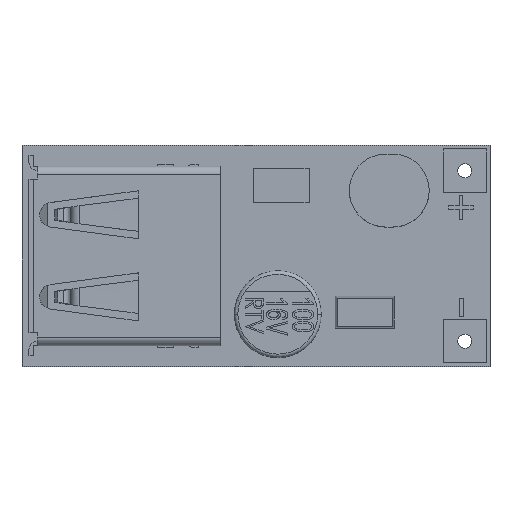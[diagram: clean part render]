
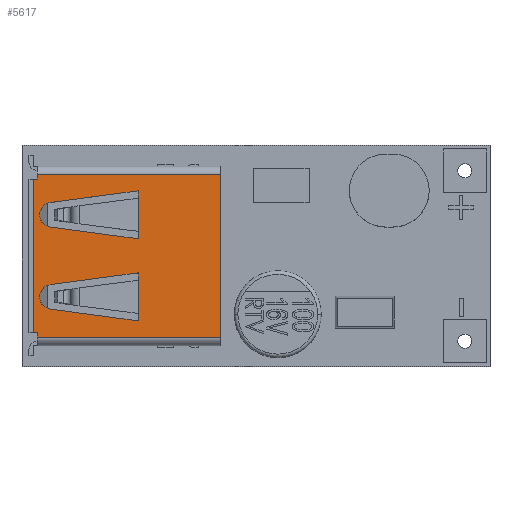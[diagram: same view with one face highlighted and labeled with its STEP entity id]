
A CAD part, top view. The second image highlights one B-rep face of the part: STEP entity #5617.
In plain terms, the highlighted planar face has unit normal (0, 0, 1).
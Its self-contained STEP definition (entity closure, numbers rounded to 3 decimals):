
#3190 = EDGE_CURVE('',#3191,#3193,#3195,.T.);
#3191 = VERTEX_POINT('',#3192);
#3192 = CARTESIAN_POINT('',(-2.616,5.945,8.113));
#3193 = VERTEX_POINT('',#3194);
#3194 = CARTESIAN_POINT('',(-2.616,-5.945,8.113));
#3195 = LINE('',#3196,#3197);
#3196 = CARTESIAN_POINT('',(-2.616,0.,8.113));
#3197 = VECTOR('',#3198,1.);
#3198 = DIRECTION('',(0.,-1.,0.));
#5617 = ADVANCED_FACE('',(#5618,#5682,#5746),#5803,.T.);
#5618 = FACE_BOUND('',#5619,.T.);
#5619 = EDGE_LOOP('',(#5620,#5633,#5641,#5649,#5657,#5665,#5673));
#5620 = ORIENTED_EDGE('',*,*,#5621,.F.);
#5621 = EDGE_CURVE('',#5622,#5624,#5626,.T.);
#5622 = VERTEX_POINT('',#5623);
#5623 = CARTESIAN_POINT('',(-15.052,3.896,8.113));
#5624 = VERTEX_POINT('',#5625);
#5625 = CARTESIAN_POINT('',(-15.836,3.,8.113));
#5626 = B_SPLINE_CURVE_WITH_KNOTS('',3,(#5627,#5628,#5629,#5630,#5631,
    #5632),.UNSPECIFIED.,.F.,.F.,(4,2,4),(0.,0.5,1.),.UNSPECIFIED.);
#5627 = CARTESIAN_POINT('',(-15.052,3.896,8.113));
#5628 = CARTESIAN_POINT('',(-15.267,3.867,8.113));
#5629 = CARTESIAN_POINT('',(-15.47,3.758,8.113));
#5630 = CARTESIAN_POINT('',(-15.755,3.432,8.113));
#5631 = CARTESIAN_POINT('',(-15.836,3.217,8.113));
#5632 = CARTESIAN_POINT('',(-15.836,3.,8.113));
#5633 = ORIENTED_EDGE('',*,*,#5634,.T.);
#5634 = EDGE_CURVE('',#5622,#5635,#5637,.T.);
#5635 = VERTEX_POINT('',#5636);
#5636 = CARTESIAN_POINT('',(-8.636,4.754,8.113));
#5637 = LINE('',#5638,#5639);
#5638 = CARTESIAN_POINT('',(-15.052,3.896,8.113));
#5639 = VECTOR('',#5640,1.);
#5640 = DIRECTION('',(0.991,0.133,0.));
#5641 = ORIENTED_EDGE('',*,*,#5642,.T.);
#5642 = EDGE_CURVE('',#5635,#5643,#5645,.T.);
#5643 = VERTEX_POINT('',#5644);
#5644 = CARTESIAN_POINT('',(-8.636,4.209,
    8.113));
#5645 = LINE('',#5646,#5647);
#5646 = CARTESIAN_POINT('',(-8.636,0.,8.113));
#5647 = VECTOR('',#5648,1.);
#5648 = DIRECTION('',(0.,-1.,0.));
#5649 = ORIENTED_EDGE('',*,*,#5650,.T.);
#5650 = EDGE_CURVE('',#5643,#5651,#5653,.T.);
#5651 = VERTEX_POINT('',#5652);
#5652 = CARTESIAN_POINT('',(-8.636,1.791,
    8.113));
#5653 = LINE('',#5654,#5655);
#5654 = CARTESIAN_POINT('',(-8.636,0.,8.113));
#5655 = VECTOR('',#5656,1.);
#5656 = DIRECTION('',(0.,-1.,0.));
#5657 = ORIENTED_EDGE('',*,*,#5658,.T.);
#5658 = EDGE_CURVE('',#5651,#5659,#5661,.T.);
#5659 = VERTEX_POINT('',#5660);
#5660 = CARTESIAN_POINT('',(-8.636,1.246,8.113));
#5661 = LINE('',#5662,#5663);
#5662 = CARTESIAN_POINT('',(-8.636,0.,8.113));
#5663 = VECTOR('',#5664,1.);
#5664 = DIRECTION('',(0.,-1.,0.));
#5665 = ORIENTED_EDGE('',*,*,#5666,.T.);
#5666 = EDGE_CURVE('',#5659,#5667,#5669,.T.);
#5667 = VERTEX_POINT('',#5668);
#5668 = CARTESIAN_POINT('',(-15.052,2.104,8.113));
#5669 = LINE('',#5670,#5671);
#5670 = CARTESIAN_POINT('',(-8.636,1.246,8.113));
#5671 = VECTOR('',#5672,1.);
#5672 = DIRECTION('',(-0.991,0.133,0.));
#5673 = ORIENTED_EDGE('',*,*,#5674,.F.);
#5674 = EDGE_CURVE('',#5624,#5667,#5675,.T.);
#5675 = B_SPLINE_CURVE_WITH_KNOTS('',3,(#5676,#5677,#5678,#5679,#5680,
    #5681),.UNSPECIFIED.,.F.,.F.,(4,2,4),(0.,0.5,1.),.UNSPECIFIED.);
#5676 = CARTESIAN_POINT('',(-15.836,3.,8.113));
#5677 = CARTESIAN_POINT('',(-15.836,2.783,8.113));
#5678 = CARTESIAN_POINT('',(-15.755,2.568,8.113));
#5679 = CARTESIAN_POINT('',(-15.47,2.242,8.113));
#5680 = CARTESIAN_POINT('',(-15.267,2.133,8.113));
#5681 = CARTESIAN_POINT('',(-15.052,2.104,8.113));
#5682 = FACE_BOUND('',#5683,.T.);
#5683 = EDGE_LOOP('',(#5684,#5697,#5705,#5713,#5721,#5729,#5737));
#5684 = ORIENTED_EDGE('',*,*,#5685,.F.);
#5685 = EDGE_CURVE('',#5686,#5688,#5690,.T.);
#5686 = VERTEX_POINT('',#5687);
#5687 = CARTESIAN_POINT('',(-15.052,-2.104,8.113));
#5688 = VERTEX_POINT('',#5689);
#5689 = CARTESIAN_POINT('',(-15.836,-3.,8.113));
#5690 = B_SPLINE_CURVE_WITH_KNOTS('',3,(#5691,#5692,#5693,#5694,#5695,
    #5696),.UNSPECIFIED.,.F.,.F.,(4,2,4),(0.,0.5,1.),.UNSPECIFIED.);
#5691 = CARTESIAN_POINT('',(-15.052,-2.104,8.113));
#5692 = CARTESIAN_POINT('',(-15.267,-2.133,8.113));
#5693 = CARTESIAN_POINT('',(-15.47,-2.242,8.113));
#5694 = CARTESIAN_POINT('',(-15.755,-2.568,8.113));
#5695 = CARTESIAN_POINT('',(-15.836,-2.783,8.113));
#5696 = CARTESIAN_POINT('',(-15.836,-3.,8.113));
#5697 = ORIENTED_EDGE('',*,*,#5698,.T.);
#5698 = EDGE_CURVE('',#5686,#5699,#5701,.T.);
#5699 = VERTEX_POINT('',#5700);
#5700 = CARTESIAN_POINT('',(-8.636,-1.246,8.113));
#5701 = LINE('',#5702,#5703);
#5702 = CARTESIAN_POINT('',(-15.052,-2.104,8.113));
#5703 = VECTOR('',#5704,1.);
#5704 = DIRECTION('',(0.991,0.133,0.));
#5705 = ORIENTED_EDGE('',*,*,#5706,.T.);
#5706 = EDGE_CURVE('',#5699,#5707,#5709,.T.);
#5707 = VERTEX_POINT('',#5708);
#5708 = CARTESIAN_POINT('',(-8.636,-1.791,
    8.113));
#5709 = LINE('',#5710,#5711);
#5710 = CARTESIAN_POINT('',(-8.636,0.,8.113));
#5711 = VECTOR('',#5712,1.);
#5712 = DIRECTION('',(0.,-1.,0.));
#5713 = ORIENTED_EDGE('',*,*,#5714,.T.);
#5714 = EDGE_CURVE('',#5707,#5715,#5717,.T.);
#5715 = VERTEX_POINT('',#5716);
#5716 = CARTESIAN_POINT('',(-8.636,-4.209,
    8.113));
#5717 = LINE('',#5718,#5719);
#5718 = CARTESIAN_POINT('',(-8.636,0.,8.113));
#5719 = VECTOR('',#5720,1.);
#5720 = DIRECTION('',(0.,-1.,0.));
#5721 = ORIENTED_EDGE('',*,*,#5722,.T.);
#5722 = EDGE_CURVE('',#5715,#5723,#5725,.T.);
#5723 = VERTEX_POINT('',#5724);
#5724 = CARTESIAN_POINT('',(-8.636,-4.754,8.113));
#5725 = LINE('',#5726,#5727);
#5726 = CARTESIAN_POINT('',(-8.636,0.,8.113));
#5727 = VECTOR('',#5728,1.);
#5728 = DIRECTION('',(0.,-1.,0.));
#5729 = ORIENTED_EDGE('',*,*,#5730,.T.);
#5730 = EDGE_CURVE('',#5723,#5731,#5733,.T.);
#5731 = VERTEX_POINT('',#5732);
#5732 = CARTESIAN_POINT('',(-15.052,-3.896,8.113));
#5733 = LINE('',#5734,#5735);
#5734 = CARTESIAN_POINT('',(-8.636,-4.754,8.113));
#5735 = VECTOR('',#5736,1.);
#5736 = DIRECTION('',(-0.991,0.133,0.));
#5737 = ORIENTED_EDGE('',*,*,#5738,.F.);
#5738 = EDGE_CURVE('',#5688,#5731,#5739,.T.);
#5739 = B_SPLINE_CURVE_WITH_KNOTS('',3,(#5740,#5741,#5742,#5743,#5744,
    #5745),.UNSPECIFIED.,.F.,.F.,(4,2,4),(0.,0.5,1.),.UNSPECIFIED.);
#5740 = CARTESIAN_POINT('',(-15.836,-3.,8.113));
#5741 = CARTESIAN_POINT('',(-15.836,-3.217,8.113));
#5742 = CARTESIAN_POINT('',(-15.755,-3.432,8.113));
#5743 = CARTESIAN_POINT('',(-15.47,-3.758,8.113));
#5744 = CARTESIAN_POINT('',(-15.267,-3.867,8.113));
#5745 = CARTESIAN_POINT('',(-15.052,-3.896,8.113));
#5746 = FACE_BOUND('',#5747,.T.);
#5747 = EDGE_LOOP('',(#5748,#5758,#5764,#5765,#5773,#5781,#5789,#5797));
#5748 = ORIENTED_EDGE('',*,*,#5749,.F.);
#5749 = EDGE_CURVE('',#5750,#5752,#5754,.T.);
#5750 = VERTEX_POINT('',#5751);
#5751 = CARTESIAN_POINT('',(-15.996,-5.945,8.113));
#5752 = VERTEX_POINT('',#5753);
#5753 = CARTESIAN_POINT('',(-15.996,-5.607,8.113));
#5754 = LINE('',#5755,#5756);
#5755 = CARTESIAN_POINT('',(-15.996,-6.565,8.113));
#5756 = VECTOR('',#5757,1.);
#5757 = DIRECTION('',(0.,1.,0.));
#5758 = ORIENTED_EDGE('',*,*,#5759,.T.);
#5759 = EDGE_CURVE('',#5750,#3193,#5760,.T.);
#5760 = LINE('',#5761,#5762);
#5761 = CARTESIAN_POINT('',(-2.348,-5.945,8.113));
#5762 = VECTOR('',#5763,1.);
#5763 = DIRECTION('',(1.,0.,0.));
#5764 = ORIENTED_EDGE('',*,*,#3190,.F.);
#5765 = ORIENTED_EDGE('',*,*,#5766,.T.);
#5766 = EDGE_CURVE('',#3191,#5767,#5769,.T.);
#5767 = VERTEX_POINT('',#5768);
#5768 = CARTESIAN_POINT('',(-15.996,5.945,8.113));
#5769 = LINE('',#5770,#5771);
#5770 = CARTESIAN_POINT('',(-2.348,5.945,8.113));
#5771 = VECTOR('',#5772,1.);
#5772 = DIRECTION('',(-1.,0.,0.));
#5773 = ORIENTED_EDGE('',*,*,#5774,.F.);
#5774 = EDGE_CURVE('',#5775,#5767,#5777,.T.);
#5775 = VERTEX_POINT('',#5776);
#5776 = CARTESIAN_POINT('',(-15.996,5.607,8.113));
#5777 = LINE('',#5778,#5779);
#5778 = CARTESIAN_POINT('',(-15.996,5.607,8.113));
#5779 = VECTOR('',#5780,1.);
#5780 = DIRECTION('',(0.,1.,0.));
#5781 = ORIENTED_EDGE('',*,*,#5782,.T.);
#5782 = EDGE_CURVE('',#5775,#5783,#5785,.T.);
#5783 = VERTEX_POINT('',#5784);
#5784 = CARTESIAN_POINT('',(-16.298,5.607,8.113));
#5785 = LINE('',#5786,#5787);
#5786 = CARTESIAN_POINT('',(-15.996,5.607,8.113));
#5787 = VECTOR('',#5788,1.);
#5788 = DIRECTION('',(-1.,0.,0.));
#5789 = ORIENTED_EDGE('',*,*,#5790,.F.);
#5790 = EDGE_CURVE('',#5791,#5783,#5793,.T.);
#5791 = VERTEX_POINT('',#5792);
#5792 = CARTESIAN_POINT('',(-16.298,-5.607,8.113));
#5793 = LINE('',#5794,#5795);
#5794 = CARTESIAN_POINT('',(-16.298,5.607,8.113));
#5795 = VECTOR('',#5796,1.);
#5796 = DIRECTION('',(0.,1.,0.));
#5797 = ORIENTED_EDGE('',*,*,#5798,.F.);
#5798 = EDGE_CURVE('',#5752,#5791,#5799,.T.);
#5799 = LINE('',#5800,#5801);
#5800 = CARTESIAN_POINT('',(-15.996,-5.607,8.113));
#5801 = VECTOR('',#5802,1.);
#5802 = DIRECTION('',(-1.,0.,0.));
#5803 = PLANE('',#5804);
#5804 = AXIS2_PLACEMENT_3D('',#5805,#5806,#5807);
#5805 = CARTESIAN_POINT('',(-2.348,6.164,8.113));
#5806 = DIRECTION('',(0.,0.,1.));
#5807 = DIRECTION('',(-1.,0.,0.));
